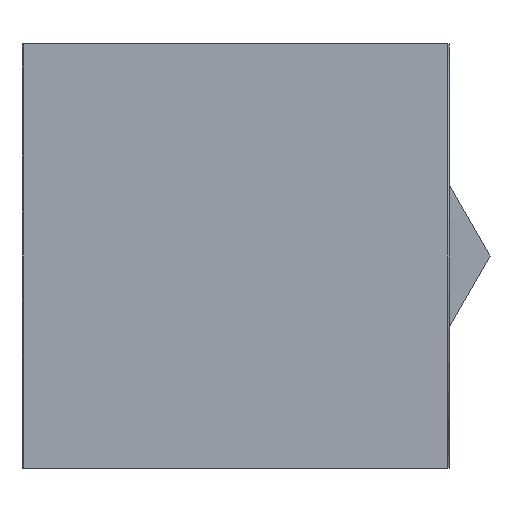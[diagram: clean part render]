
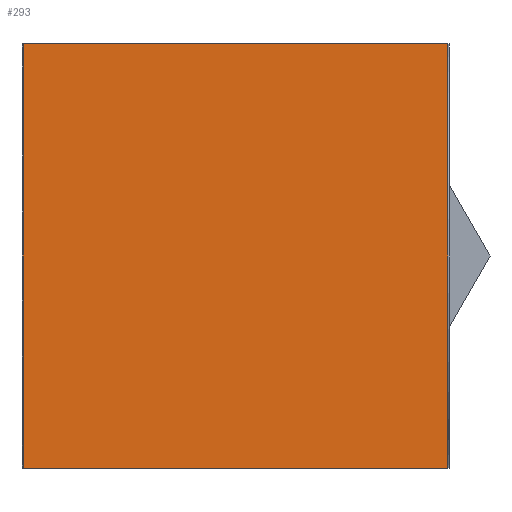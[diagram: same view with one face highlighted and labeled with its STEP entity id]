
A CAD part, left-side view. The second image highlights one B-rep face of the part: STEP entity #293.
In plain terms, the highlighted planar face has unit normal (-1, 0, 0).
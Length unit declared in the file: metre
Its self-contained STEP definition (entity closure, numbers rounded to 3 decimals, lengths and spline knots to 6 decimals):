
#293=ADVANCED_FACE('0:90',(#629),#630,.T.);
#629=FACE_OUTER_BOUND('',#1024,.T.);
#630=PLANE('',#1025);
#1024=EDGE_LOOP('',(#1655,#1656,#1657,#1658));
#1025=AXIS2_PLACEMENT_3D('',#1659,#1660,#1661);
#1655=ORIENTED_EDGE('',*,*,#2388,.F.);
#1656=ORIENTED_EDGE('',*,*,#2389,.F.);
#1657=ORIENTED_EDGE('',*,*,#2377,.T.);
#1658=ORIENTED_EDGE('',*,*,#2352,.T.);
#1659=CARTESIAN_POINT('',(-0.13,0.,-0.088276));
#1660=DIRECTION('',(-1.0,-0.0,0.0));
#1661=DIRECTION('',(0.0,0.0,1.0));
#2352=EDGE_CURVE('0:216',#2798,#2796,#2799,.T.);
#2377=EDGE_CURVE('0:177',#2825,#2798,#2826,.T.);
#2388=EDGE_CURVE('0:213',#2839,#2796,#2840,.T.);
#2389=EDGE_CURVE('0:204',#2825,#2839,#2841,.T.);
#2796=VERTEX_POINT('NONE',#3370);
#2798=VERTEX_POINT('NONE',#3373);
#2799=LINE('',#3374,#3375);
#2825=VERTEX_POINT('NONE',#3421);
#2826=LINE('',#3422,#3423);
#2839=VERTEX_POINT('NONE',#3442);
#2840=LINE('',#3443,#3444);
#2841=LINE('',#3445,#3446);
#3370=CARTESIAN_POINT('',(-0.13,0.032,0.032));
#3373=CARTESIAN_POINT('',(-0.13,0.,0.032));
#3374=CARTESIAN_POINT('',(-0.13,0.,0.032));
#3375=VECTOR('',#4006,1.0);
#3421=CARTESIAN_POINT('',(-0.13,0.,0.));
#3422=CARTESIAN_POINT('',(-0.13,0.,-0.088276));
#3423=VECTOR('',#4045,1.0);
#3442=CARTESIAN_POINT('',(-0.13,0.032,0.));
#3443=CARTESIAN_POINT('',(-0.13,0.032,-0.088276));
#3444=VECTOR('',#4052,1.0);
#3445=CARTESIAN_POINT('',(-0.13,0.,0.));
#3446=VECTOR('',#4053,1.0);
#4006=DIRECTION('',(-0.0,1.0,0.));
#4045=DIRECTION('',(0.0,0.,1.0));
#4052=DIRECTION('',(0.0,0.,1.0));
#4053=DIRECTION('',(-0.0,1.0,0.));
